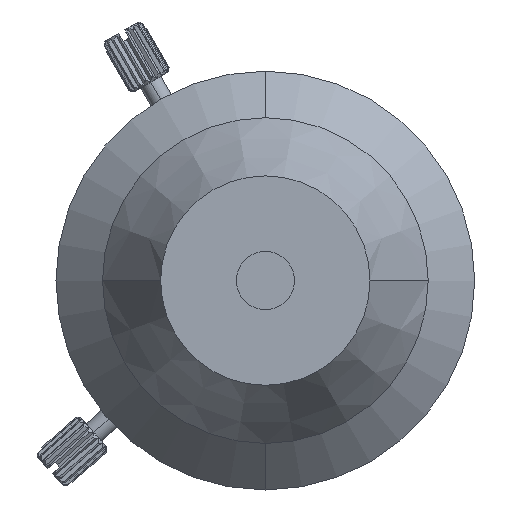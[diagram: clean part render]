
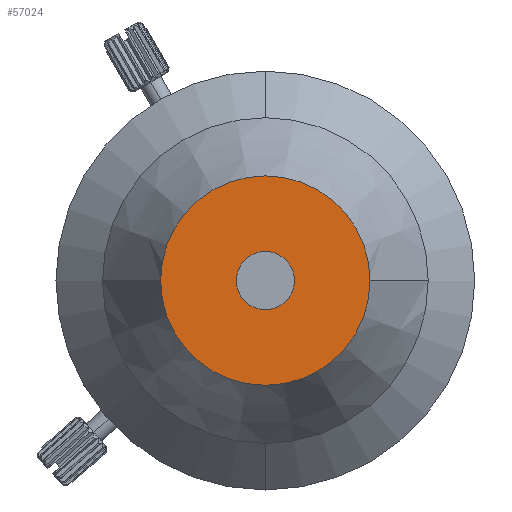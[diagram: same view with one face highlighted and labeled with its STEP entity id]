
A CAD part, left-side view. The second image highlights one B-rep face of the part: STEP entity #57024.
In plain terms, the highlighted planar face has unit normal (-1, 0, 0).
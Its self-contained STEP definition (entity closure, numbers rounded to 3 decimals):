
#57 = DIRECTION ( 'NONE',  ( 0., 1., 0. ) ) ;
#304 = CIRCLE ( 'NONE', #60068, 2.5 ) ;
#786 = DIRECTION ( 'NONE',  ( 0., 1., 0. ) ) ;
#1759 = DIRECTION ( 'NONE',  ( 1., 0., 0. ) ) ;
#2014 = DIRECTION ( 'NONE',  ( 0., 1., 0. ) ) ;
#3235 = CARTESIAN_POINT ( 'NONE',  ( -1., 9., 0. ) ) ;
#3345 = CIRCLE ( 'NONE', #23902, 2.5 ) ;
#4823 = DIRECTION ( 'NONE',  ( 0., 1., 0. ) ) ;
#4871 = VERTEX_POINT ( 'NONE', #7385 ) ;
#7385 = CARTESIAN_POINT ( 'NONE',  ( -1., -2.5, 0. ) ) ;
#10419 = DIRECTION ( 'NONE',  ( 1., 0., 0. ) ) ;
#13774 = AXIS2_PLACEMENT_3D ( 'NONE', #23520, #53772, #4823 ) ;
#14731 = ORIENTED_EDGE ( 'NONE', *, *, #58964, .F. ) ;
#17159 = CARTESIAN_POINT ( 'NONE',  ( -1., 0., 0. ) ) ;
#20042 = FACE_OUTER_BOUND ( 'NONE', #53222, .T. ) ;
#20661 = CARTESIAN_POINT ( 'NONE',  ( -1., 2.5, 0. ) ) ;
#22851 = CARTESIAN_POINT ( 'NONE',  ( -1., -9., 0. ) ) ;
#23520 = CARTESIAN_POINT ( 'NONE',  ( -1., 0., 0. ) ) ;
#23902 = AXIS2_PLACEMENT_3D ( 'NONE', #37857, #42381, #43011 ) ;
#26660 = ORIENTED_EDGE ( 'NONE', *, *, #47620, .T. ) ;
#29075 = PLANE ( 'NONE',  #45026 ) ;
#30573 = AXIS2_PLACEMENT_3D ( 'NONE', #35926, #1759, #786 ) ;
#30721 = CIRCLE ( 'NONE', #30573, 9. ) ;
#31551 = VERTEX_POINT ( 'NONE', #3235 ) ;
#31820 = EDGE_CURVE ( 'NONE', #31551, #41925, #60054, .T. ) ;
#32518 = ORIENTED_EDGE ( 'NONE', *, *, #51761, .T. ) ;
#35926 = CARTESIAN_POINT ( 'NONE',  ( -1., 0., 0. ) ) ;
#37857 = CARTESIAN_POINT ( 'NONE',  ( -1., 0., 0. ) ) ;
#39684 = CARTESIAN_POINT ( 'NONE',  ( -1., -2.5, 0. ) ) ;
#41925 = VERTEX_POINT ( 'NONE', #22851 ) ;
#42381 = DIRECTION ( 'NONE',  ( 1., 0., 0. ) ) ;
#43011 = DIRECTION ( 'NONE',  ( 0., 1., 0. ) ) ;
#44464 = EDGE_LOOP ( 'NONE', ( #26660, #32518 ) ) ;
#45026 = AXIS2_PLACEMENT_3D ( 'NONE', #39684, #10419, #57 ) ;
#46636 = VERTEX_POINT ( 'NONE', #20661 ) ;
#47620 = EDGE_CURVE ( 'NONE', #46636, #4871, #3345, .T. ) ;
#51761 = EDGE_CURVE ( 'NONE', #4871, #46636, #304, .T. ) ;
#53222 = EDGE_LOOP ( 'NONE', ( #61606, #14731 ) ) ;
#53772 = DIRECTION ( 'NONE',  ( 1., 0., 0. ) ) ;
#55169 = FACE_BOUND ( 'NONE', #44464, .T. ) ;
#57024 = ADVANCED_FACE ( 'NONE', ( #20042, #55169 ), #29075, .F. ) ;
#57422 = DIRECTION ( 'NONE',  ( 1., 0., 0. ) ) ;
#58964 = EDGE_CURVE ( 'NONE', #41925, #31551, #30721, .T. ) ;
#60054 = CIRCLE ( 'NONE', #13774, 9. ) ;
#60068 = AXIS2_PLACEMENT_3D ( 'NONE', #17159, #57422, #2014 ) ;
#61606 = ORIENTED_EDGE ( 'NONE', *, *, #31820, .F. ) ;
